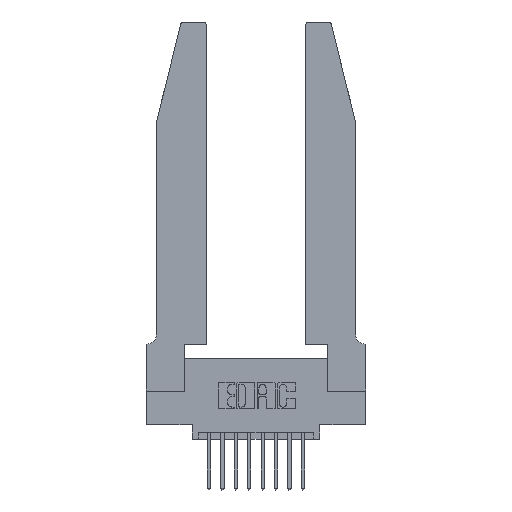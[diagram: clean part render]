
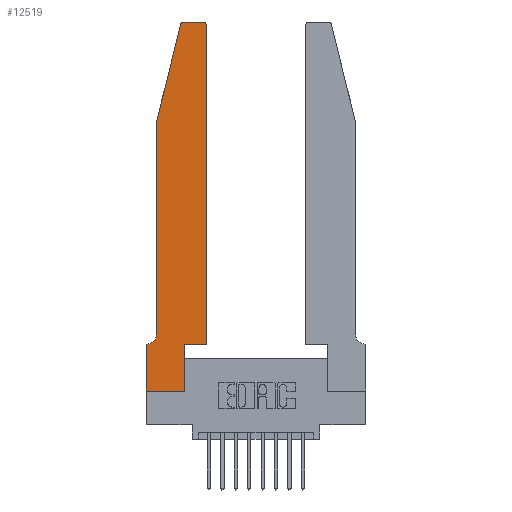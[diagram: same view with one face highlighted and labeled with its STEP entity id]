
A CAD part, top view. The second image highlights one B-rep face of the part: STEP entity #12519.
In plain terms, the highlighted planar face has unit normal (0, 0, 1).
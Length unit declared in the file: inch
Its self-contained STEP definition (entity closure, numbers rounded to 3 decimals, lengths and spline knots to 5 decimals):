
#63 = CARTESIAN_POINT ( 'NONE',  ( 0., 0., 0.37 ) ) ;
#177 = LINE ( 'NONE', #10774, #2833 ) ;
#222 = ORIENTED_EDGE ( 'NONE', *, *, #12003, .T. ) ;
#275 = ORIENTED_EDGE ( 'NONE', *, *, #10264, .T. ) ;
#997 = EDGE_CURVE ( 'NONE', #14252, #13626, #1689, .T. ) ;
#1030 = CARTESIAN_POINT ( 'NONE',  ( 0.25487, 2.72718, 0.37 ) ) ;
#1081 = CARTESIAN_POINT ( 'NONE',  ( 0.4505, 2.72, 0.37 ) ) ;
#1268 = CARTESIAN_POINT ( 'NONE',  ( 0.4205, 2.72, 0.37 ) ) ;
#1491 = CARTESIAN_POINT ( 'NONE',  ( 0.0055, 0.35, 0.37 ) ) ;
#1493 = CARTESIAN_POINT ( 'NONE',  ( 0.0755, 2., 0.37 ) ) ;
#1595 = DIRECTION ( 'NONE',  ( 0., 1., 0. ) ) ;
#1670 = VERTEX_POINT ( 'NONE', #12634 ) ;
#1689 = CIRCLE ( 'NONE', #3963, 0.03 ) ;
#1851 = VERTEX_POINT ( 'NONE', #1081 ) ;
#2048 = VERTEX_POINT ( 'NONE', #6732 ) ;
#2153 = EDGE_CURVE ( 'NONE', #13626, #1670, #6684, .T. ) ;
#2168 = ORIENTED_EDGE ( 'NONE', *, *, #11374, .T. ) ;
#2426 = VECTOR ( 'NONE', #15314, 39.37008 ) ;
#2554 = DIRECTION ( 'NONE',  ( 1., 0., 0. ) ) ;
#2711 = DIRECTION ( 'NONE',  ( 0., 1., 0. ) ) ;
#2833 = VECTOR ( 'NONE', #10713, 39.37008 ) ;
#2894 = ORIENTED_EDGE ( 'NONE', *, *, #2153, .T. ) ;
#3068 = ORIENTED_EDGE ( 'NONE', *, *, #5927, .T. ) ;
#3474 = PLANE ( 'NONE',  #4854 ) ;
#3963 = AXIS2_PLACEMENT_3D ( 'NONE', #8369, #8355, #7808 ) ;
#4286 = ORIENTED_EDGE ( 'NONE', *, *, #13711, .T. ) ;
#4317 = CARTESIAN_POINT ( 'NONE',  ( 0., 0.35, 0.37 ) ) ;
#4499 = DIRECTION ( 'NONE',  ( 0., -1., 0. ) ) ;
#4586 = VECTOR ( 'NONE', #14774, 39.37008 ) ;
#4711 = DIRECTION ( 'NONE',  ( 0., 0., 1. ) ) ;
#4741 = LINE ( 'NONE', #1493, #4586 ) ;
#4854 = AXIS2_PLACEMENT_3D ( 'NONE', #14245, #4711, #13098 ) ;
#5168 = CARTESIAN_POINT ( 'NONE',  ( 0.0755, 0.35, 0.37 ) ) ;
#5257 = VERTEX_POINT ( 'NONE', #11397 ) ;
#5472 = VECTOR ( 'NONE', #1595, 39.37008 ) ;
#5568 = VECTOR ( 'NONE', #2711, 39.37008 ) ;
#5632 = EDGE_CURVE ( 'NONE', #10300, #13470, #5645, .T. ) ;
#5645 = LINE ( 'NONE', #5168, #14807 ) ;
#5927 = EDGE_CURVE ( 'NONE', #15686, #6934, #9286, .T. ) ;
#6516 = CARTESIAN_POINT ( 'NONE',  ( 0.2865, 0.35, 0.37 ) ) ;
#6544 = DIRECTION ( 'NONE',  ( 0., 0., -1. ) ) ;
#6615 = VECTOR ( 'NONE', #4499, 39.37008 ) ;
#6684 = LINE ( 'NONE', #9303, #8404 ) ;
#6732 = CARTESIAN_POINT ( 'NONE',  ( 0.2865, 0.35, 0.37 ) ) ;
#6934 = VERTEX_POINT ( 'NONE', #12504 ) ;
#6939 = CARTESIAN_POINT ( 'NONE',  ( 0.4505, 0.35, 0.37 ) ) ;
#7152 = EDGE_CURVE ( 'NONE', #6934, #2048, #11811, .T. ) ;
#7319 = ORIENTED_EDGE ( 'NONE', *, *, #14918, .T. ) ;
#7610 = DIRECTION ( 'NONE',  ( -1., 0., 0. ) ) ;
#7808 = DIRECTION ( 'NONE',  ( 1., 0., 0. ) ) ;
#8238 = CARTESIAN_POINT ( 'NONE',  ( 0., 0., 0.37 ) ) ;
#8354 = LINE ( 'NONE', #11008, #11843 ) ;
#8355 = DIRECTION ( 'NONE',  ( 0., 0., 1. ) ) ;
#8369 = CARTESIAN_POINT ( 'NONE',  ( 0.284, 2.72, 0.37 ) ) ;
#8404 = VECTOR ( 'NONE', #10502, 39.37008 ) ;
#8645 = ORIENTED_EDGE ( 'NONE', *, *, #12141, .T. ) ;
#8667 = CARTESIAN_POINT ( 'NONE',  ( 0.284, 2.75, 0.37 ) ) ;
#8784 = CARTESIAN_POINT ( 'NONE',  ( 0.4505, 0.35, 0.37 ) ) ;
#9152 = LINE ( 'NONE', #8784, #5568 ) ;
#9286 = LINE ( 'NONE', #8238, #2426 ) ;
#9303 = CARTESIAN_POINT ( 'NONE',  ( 0.0755, 2., 0.37 ) ) ;
#9457 = CIRCLE ( 'NONE', #11065, 0.03 ) ;
#9722 = CARTESIAN_POINT ( 'NONE',  ( 0.4205, 2.75, 0.37 ) ) ;
#9820 = DIRECTION ( 'NONE',  ( 0., 0., 1. ) ) ;
#10264 = EDGE_CURVE ( 'NONE', #10535, #1851, #9152, .T. ) ;
#10300 = VERTEX_POINT ( 'NONE', #1491 ) ;
#10447 = ORIENTED_EDGE ( 'NONE', *, *, #997, .T. ) ;
#10473 = CARTESIAN_POINT ( 'NONE',  ( 0., 0., 0.37 ) ) ;
#10502 = DIRECTION ( 'NONE',  ( -0.239, -0.971, 0. ) ) ;
#10535 = VERTEX_POINT ( 'NONE', #6939 ) ;
#10713 = DIRECTION ( 'NONE',  ( 1., 0., 0. ) ) ;
#10774 = CARTESIAN_POINT ( 'NONE',  ( 0.4505, 0.35, 0.37 ) ) ;
#11008 = CARTESIAN_POINT ( 'NONE',  ( 0.2605, 2.75, 0.37 ) ) ;
#11057 = ORIENTED_EDGE ( 'NONE', *, *, #15351, .T. ) ;
#11065 = AXIS2_PLACEMENT_3D ( 'NONE', #1268, #9820, #2554 ) ;
#11143 = EDGE_LOOP ( 'NONE', ( #4286, #10447, #2894, #8645, #7319, #14251, #11057, #3068, #13117, #2168, #275, #222 ) ) ;
#11374 = EDGE_CURVE ( 'NONE', #2048, #10535, #177, .T. ) ;
#11397 = CARTESIAN_POINT ( 'NONE',  ( 0.0755, 0.42, 0.37 ) ) ;
#11451 = VERTEX_POINT ( 'NONE', #9722 ) ;
#11811 = LINE ( 'NONE', #6516, #5472 ) ;
#11843 = VECTOR ( 'NONE', #12207, 39.37008 ) ;
#12003 = EDGE_CURVE ( 'NONE', #1851, #11451, #9457, .T. ) ;
#12141 = EDGE_CURVE ( 'NONE', #1670, #5257, #4741, .T. ) ;
#12207 = DIRECTION ( 'NONE',  ( -1., 0., 0. ) ) ;
#12504 = CARTESIAN_POINT ( 'NONE',  ( 0.2865, 0., 0.37 ) ) ;
#12519 = ADVANCED_FACE ( 'NONE', ( #14149 ), #3474, .T. ) ;
#12589 = LINE ( 'NONE', #10473, #6615 ) ;
#12634 = CARTESIAN_POINT ( 'NONE',  ( 0.0755, 2., 0.37 ) ) ;
#12789 = AXIS2_PLACEMENT_3D ( 'NONE', #13684, #6544, #14887 ) ;
#12977 = CIRCLE ( 'NONE', #12789, 0.07 ) ;
#13098 = DIRECTION ( 'NONE',  ( 1., 0., 0. ) ) ;
#13117 = ORIENTED_EDGE ( 'NONE', *, *, #7152, .T. ) ;
#13470 = VERTEX_POINT ( 'NONE', #4317 ) ;
#13626 = VERTEX_POINT ( 'NONE', #1030 ) ;
#13684 = CARTESIAN_POINT ( 'NONE',  ( 0.0055, 0.42, 0.37 ) ) ;
#13711 = EDGE_CURVE ( 'NONE', #11451, #14252, #8354, .T. ) ;
#14149 = FACE_OUTER_BOUND ( 'NONE', #11143, .T. ) ;
#14245 = CARTESIAN_POINT ( 'NONE',  ( 0., 0.35, 0.37 ) ) ;
#14251 = ORIENTED_EDGE ( 'NONE', *, *, #5632, .T. ) ;
#14252 = VERTEX_POINT ( 'NONE', #8667 ) ;
#14774 = DIRECTION ( 'NONE',  ( 0., -1., 0. ) ) ;
#14807 = VECTOR ( 'NONE', #7610, 39.37008 ) ;
#14887 = DIRECTION ( 'NONE',  ( -1., 0., 0. ) ) ;
#14918 = EDGE_CURVE ( 'NONE', #5257, #10300, #12977, .T. ) ;
#15314 = DIRECTION ( 'NONE',  ( 1., 0., 0. ) ) ;
#15351 = EDGE_CURVE ( 'NONE', #13470, #15686, #12589, .T. ) ;
#15686 = VERTEX_POINT ( 'NONE', #63 ) ;
